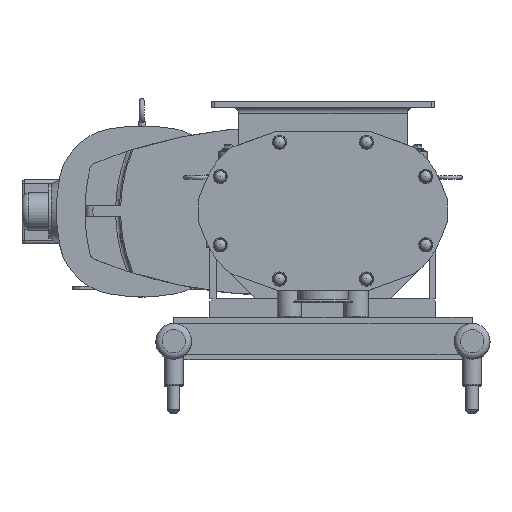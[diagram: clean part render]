
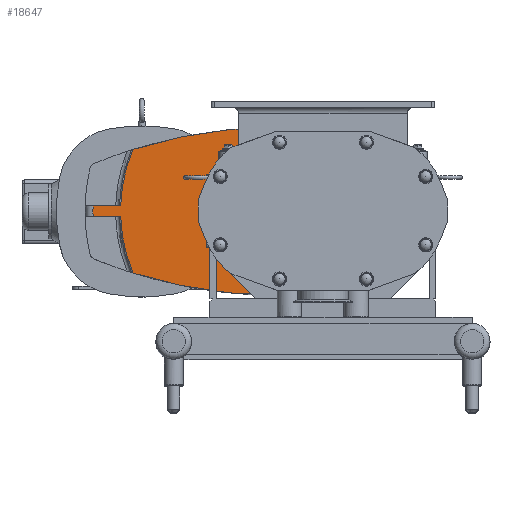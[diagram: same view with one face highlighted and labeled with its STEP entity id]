
A CAD part, top view. The second image highlights one B-rep face of the part: STEP entity #18647.
In plain terms, the highlighted planar face has unit normal (0, 0, 1).
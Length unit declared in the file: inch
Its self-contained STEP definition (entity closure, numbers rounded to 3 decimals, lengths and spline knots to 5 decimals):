
#714=PLANE('',#19967);
#1339=LINE('',#28271,#2798);
#1480=LINE('',#28755,#2939);
#1485=LINE('',#28769,#2944);
#1488=LINE('',#28775,#2947);
#1491=LINE('',#28780,#2950);
#2798=VECTOR('',#22300,0.3937);
#2939=VECTOR('',#22723,0.3937);
#2944=VECTOR('',#22742,0.3937);
#2947=VECTOR('',#22747,0.3937);
#2950=VECTOR('',#22752,0.3937);
#4372=FACE_BOUND('',#6002,.T.);
#4910=FACE_OUTER_BOUND('',#6001,.T.);
#6001=EDGE_LOOP('',(#13838,#13839,#13840,#13841,#13842,#13843,#13844,#13845,
#13846,#13847));
#6002=EDGE_LOOP('',(#13848));
#7103=CIRCLE('',#19790,12.9);
#7105=CIRCLE('',#19794,39.37);
#7109=CIRCLE('',#19799,12.9);
#7114=CIRCLE('',#19805,39.37);
#7181=CIRCLE('',#19955,15.12);
#7182=CIRCLE('',#19962,5.9055);
#8149=VERTEX_POINT('',#28080);
#8152=VERTEX_POINT('',#28094);
#8155=VERTEX_POINT('',#28113);
#8162=VERTEX_POINT('',#28141);
#8163=VERTEX_POINT('',#28154);
#8171=VERTEX_POINT('',#28192);
#8179=VERTEX_POINT('',#28252);
#8319=VERTEX_POINT('',#28734);
#8320=VERTEX_POINT('',#28764);
#8321=VERTEX_POINT('',#28768);
#8323=VERTEX_POINT('',#28774);
#10163=EDGE_CURVE('',#8152,#8149,#7103,.T.);
#10167=EDGE_CURVE('',#8149,#8155,#7105,.T.);
#10175=EDGE_CURVE('',#8162,#8163,#7109,.T.);
#10185=EDGE_CURVE('',#8171,#8162,#7114,.T.);
#10198=EDGE_CURVE('',#8152,#8179,#1339,.T.);
#10409=EDGE_CURVE('',#8319,#8179,#7181,.T.);
#10410=EDGE_CURVE('',#8319,#8163,#1480,.T.);
#10415=EDGE_CURVE('',#8320,#8320,#7182,.T.);
#10416=EDGE_CURVE('',#8155,#8321,#1485,.T.);
#10419=EDGE_CURVE('',#8323,#8171,#1488,.T.);
#10422=EDGE_CURVE('',#8321,#8323,#1491,.T.);
#13838=ORIENTED_EDGE('',*,*,#10198,.T.);
#13839=ORIENTED_EDGE('',*,*,#10409,.F.);
#13840=ORIENTED_EDGE('',*,*,#10410,.T.);
#13841=ORIENTED_EDGE('',*,*,#10175,.F.);
#13842=ORIENTED_EDGE('',*,*,#10185,.F.);
#13843=ORIENTED_EDGE('',*,*,#10419,.F.);
#13844=ORIENTED_EDGE('',*,*,#10422,.F.);
#13845=ORIENTED_EDGE('',*,*,#10416,.F.);
#13846=ORIENTED_EDGE('',*,*,#10167,.F.);
#13847=ORIENTED_EDGE('',*,*,#10163,.F.);
#13848=ORIENTED_EDGE('',*,*,#10415,.T.);
#18647=ADVANCED_FACE('',(#4910,#4372),#714,.T.);
#19790=AXIS2_PLACEMENT_3D('',#28105,#22237,#22238);
#19794=AXIS2_PLACEMENT_3D('',#28114,#22247,#22248);
#19799=AXIS2_PLACEMENT_3D('',#28155,#22259,#22260);
#19805=AXIS2_PLACEMENT_3D('',#28194,#22274,#22275);
#19955=AXIS2_PLACEMENT_3D('',#28753,#22719,#22720);
#19962=AXIS2_PLACEMENT_3D('',#28766,#22738,#22739);
#19967=AXIS2_PLACEMENT_3D('',#28783,#22756,#22757);
#22237=DIRECTION('center_axis',(0.,0.,
-1.));
#22238=DIRECTION('ref_axis',(-0.978,0.209,0.));
#22247=DIRECTION('center_axis',(0.,0.,
-1.));
#22248=DIRECTION('ref_axis',(0.,-1.,0.));
#22259=DIRECTION('center_axis',(0.,0.,
-1.));
#22260=DIRECTION('ref_axis',(-0.978,-0.209,0.));
#22274=DIRECTION('center_axis',(0.,0.,
-1.));
#22275=DIRECTION('ref_axis',(0.386,0.923,0.));
#22300=DIRECTION('',(-1.,0.,0.));
#22719=DIRECTION('center_axis',(0.,0.,
-1.));
#22720=DIRECTION('ref_axis',(-1.,0.,0.));
#22723=DIRECTION('',(1.,0.,0.));
#22738=DIRECTION('center_axis',(0.,0.,
-1.));
#22739=DIRECTION('ref_axis',(0.,-1.,0.));
#22742=DIRECTION('',(1.,0.,0.));
#22747=DIRECTION('',(-1.,0.,0.));
#22752=DIRECTION('',(0.,-1.,0.));
#22756=DIRECTION('center_axis',(0.,0.,
1.));
#22757=DIRECTION('ref_axis',(0.,1.,0.));
#28080=CARTESIAN_POINT('',(-15.28584,4.96599,-25.509));
#28094=CARTESIAN_POINT('',(-16.27273,0.433,-25.509));
#28105=CARTESIAN_POINT('Origin',(-3.38,0.,
-25.509));
#28113=CARTESIAN_POINT('',(-3.5,6.7715,-25.509));
#28114=CARTESIAN_POINT('Origin',(-3.5,-32.5985,-25.509));
#28141=CARTESIAN_POINT('',(-15.28584,-4.96599,-25.509));
#28154=CARTESIAN_POINT('',(-16.27273,-0.433,-25.509));
#28155=CARTESIAN_POINT('Origin',(-3.38,0.,
-25.509));
#28192=CARTESIAN_POINT('',(-3.5,-6.7715,-25.509));
#28194=CARTESIAN_POINT('Origin',(-3.5,32.5985,-25.509));
#28252=CARTESIAN_POINT('',(-18.4938,0.433,-25.509));
#28271=CARTESIAN_POINT('',(-11.1472,0.433,-25.509));
#28734=CARTESIAN_POINT('',(-18.4938,-0.433,-25.509));
#28753=CARTESIAN_POINT('Origin',(-3.38,0.,
-25.509));
#28755=CARTESIAN_POINT('',(-12.52283,-0.433,-25.509));
#28764=CARTESIAN_POINT('',(-3.5,5.9055,-25.509));
#28766=CARTESIAN_POINT('Origin',(-3.5,0.,
-25.509));
#28768=CARTESIAN_POINT('',(3.075,6.7715,-25.509));
#28769=CARTESIAN_POINT('',(-3.5,6.7715,-25.509));
#28774=CARTESIAN_POINT('',(3.075,-6.7715,-25.509));
#28775=CARTESIAN_POINT('',(3.075,-6.7715,-25.509));
#28780=CARTESIAN_POINT('',(3.075,6.7715,-25.509));
#28783=CARTESIAN_POINT('Origin',(-5.92161,0.,
-25.509));
